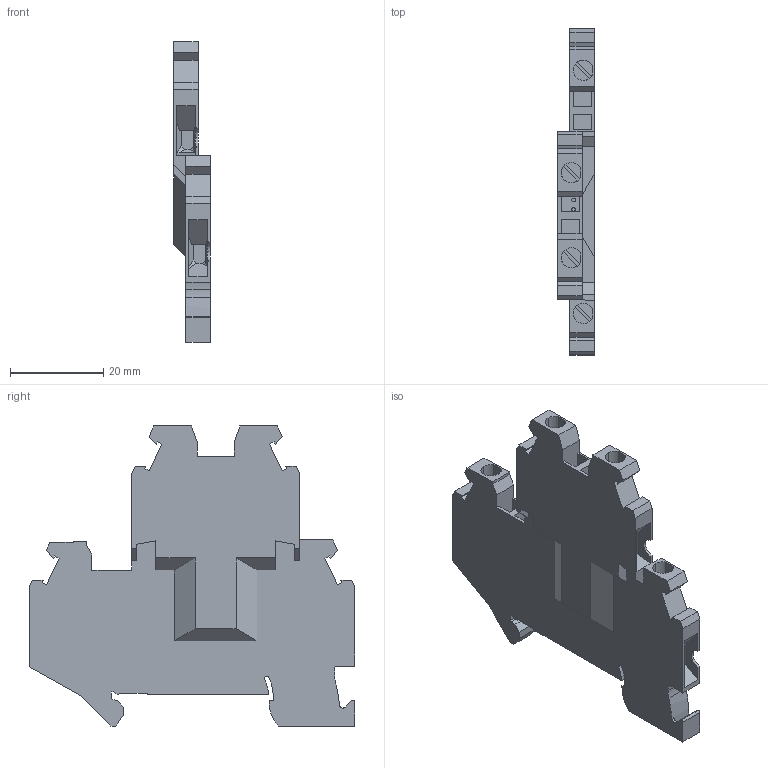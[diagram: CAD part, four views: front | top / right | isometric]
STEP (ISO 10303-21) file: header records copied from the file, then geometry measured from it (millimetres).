
FILE_DESCRIPTION(('STEP AP214'),'1');
FILE_NAME('cctmp_7E3EE378-C039-4268-A68D-76E02AEAF8B3_2023_07_24_09_25_28_0002..stp','2023-07-24T07:25:28',('SIEMENS A&D'),('CADClick - www.CADClick.com'),'Spatial InterOp 3D postprocessed',' ','unknown authorization');
FILE_SCHEMA(('AUTOMOTIVE_DESIGN'));
Length unit declared in the file: millimetre
Products named in the file (1): 2023_07_24_09_25_27_0994
Bounding box: 7.72 x 69.9 x 64.35 mm (x, y, z)
Volume: 12751.9 mm3; surface area: 9832.5 mm2
Topology: 1 solids, 1 shells, 265 faces, 760 edges, 504 vertices
Faces by surface type: plane 226, cylinder 35, bspline 4
Entity records: 10117 total; most frequent: CARTESIAN_POINT 2302, ORIENTED_EDGE 1520, DIRECTION 1363, EDGE_CURVE 760, LINE 661, VECTOR 661, VERTEX_POINT 504, AXIS2_PLACEMENT_3D 351
